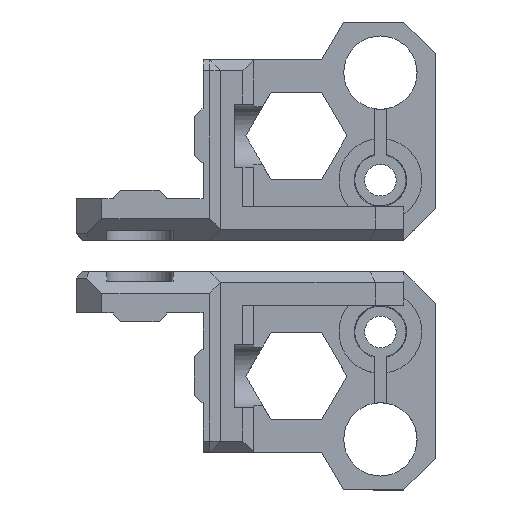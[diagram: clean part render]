
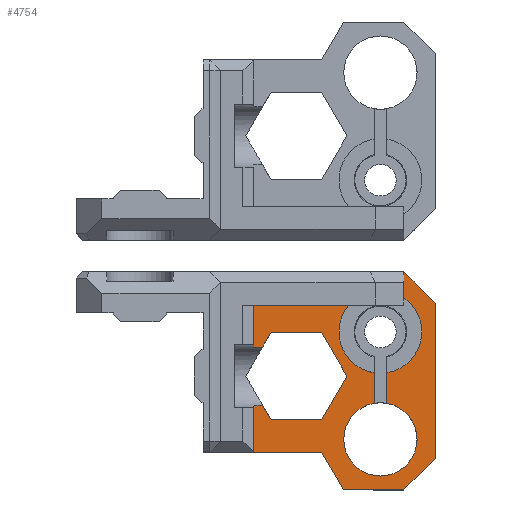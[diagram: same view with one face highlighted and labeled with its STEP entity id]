
A CAD part, top view. The second image highlights one B-rep face of the part: STEP entity #4754.
In plain terms, the highlighted face is planar.
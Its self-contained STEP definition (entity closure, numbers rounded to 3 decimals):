
#120=CIRCLE('',#5104,6.55);
#121=CIRCLE('',#5105,5.8);
#122=CIRCLE('',#5106,5.8);
#123=CIRCLE('',#5107,6.55);
#306=FACE_OUTER_BOUND('',#584,.T.);
#584=EDGE_LOOP('',(#3904,#3905,#3906,#3907,#3908,#3909,#3910,#3911,#3912,
#3913,#3914,#3915,#3916,#3917,#3918,#3919,#3920,#3921,#3922,#3923,#3924,
#3925,#3926,#3927));
#1049=LINE('',#7294,#1661);
#1122=LINE('',#7461,#1734);
#1127=LINE('',#7471,#1739);
#1130=LINE('',#7476,#1742);
#1131=LINE('',#7478,#1743);
#1132=LINE('',#7480,#1744);
#1133=LINE('',#7484,#1745);
#1134=LINE('',#7490,#1746);
#1135=LINE('',#7492,#1747);
#1136=LINE('',#7494,#1748);
#1137=LINE('',#7496,#1749);
#1138=LINE('',#7498,#1750);
#1139=LINE('',#7500,#1751);
#1140=LINE('',#7502,#1752);
#1141=LINE('',#7504,#1753);
#1142=LINE('',#7506,#1754);
#1143=LINE('',#7508,#1755);
#1144=LINE('',#7510,#1756);
#1145=LINE('',#7512,#1757);
#1146=LINE('',#7513,#1758);
#1661=VECTOR('',#5945,10.);
#1734=VECTOR('',#6078,10.);
#1739=VECTOR('',#6085,10.);
#1742=VECTOR('',#6090,10.);
#1743=VECTOR('',#6093,10.);
#1744=VECTOR('',#6094,10.);
#1745=VECTOR('',#6097,10.);
#1746=VECTOR('',#6104,10.);
#1747=VECTOR('',#6105,10.);
#1748=VECTOR('',#6106,10.);
#1749=VECTOR('',#6107,10.);
#1750=VECTOR('',#6108,10.);
#1751=VECTOR('',#6109,10.);
#1752=VECTOR('',#6110,10.);
#1753=VECTOR('',#6111,10.);
#1754=VECTOR('',#6112,10.);
#1755=VECTOR('',#6113,10.);
#1756=VECTOR('',#6114,10.);
#1757=VECTOR('',#6115,10.);
#1758=VECTOR('',#6116,10.);
#2134=VERTEX_POINT('',#7187);
#2173=VERTEX_POINT('',#7291);
#2174=VERTEX_POINT('',#7293);
#2231=VERTEX_POINT('',#7458);
#2232=VERTEX_POINT('',#7460);
#2235=VERTEX_POINT('',#7468);
#2236=VERTEX_POINT('',#7470);
#2237=VERTEX_POINT('',#7474);
#2238=VERTEX_POINT('',#7479);
#2239=VERTEX_POINT('',#7481);
#2240=VERTEX_POINT('',#7483);
#2241=VERTEX_POINT('',#7485);
#2242=VERTEX_POINT('',#7488);
#2243=VERTEX_POINT('',#7491);
#2244=VERTEX_POINT('',#7493);
#2245=VERTEX_POINT('',#7495);
#2246=VERTEX_POINT('',#7497);
#2247=VERTEX_POINT('',#7499);
#2248=VERTEX_POINT('',#7501);
#2249=VERTEX_POINT('',#7503);
#2250=VERTEX_POINT('',#7505);
#2251=VERTEX_POINT('',#7507);
#2252=VERTEX_POINT('',#7509);
#2253=VERTEX_POINT('',#7511);
#2737=EDGE_CURVE('',#2173,#2174,#1049,.T.);
#2819=EDGE_CURVE('',#2231,#2232,#1122,.T.);
#2824=EDGE_CURVE('',#2236,#2235,#1127,.T.);
#2827=EDGE_CURVE('',#2237,#2235,#1130,.T.);
#2828=EDGE_CURVE('',#2237,#2134,#1131,.T.);
#2829=EDGE_CURVE('',#2238,#2134,#1132,.T.);
#2830=EDGE_CURVE('',#2239,#2238,#120,.T.);
#2831=EDGE_CURVE('',#2240,#2239,#1133,.T.);
#2832=EDGE_CURVE('',#2241,#2240,#121,.T.);
#2833=EDGE_CURVE('',#2232,#2241,#122,.T.);
#2834=EDGE_CURVE('',#2242,#2231,#123,.T.);
#2835=EDGE_CURVE('',#2174,#2242,#1134,.T.);
#2836=EDGE_CURVE('',#2243,#2173,#1135,.T.);
#2837=EDGE_CURVE('',#2244,#2243,#1136,.T.);
#2838=EDGE_CURVE('',#2245,#2244,#1137,.T.);
#2839=EDGE_CURVE('',#2246,#2245,#1138,.T.);
#2840=EDGE_CURVE('',#2247,#2246,#1139,.T.);
#2841=EDGE_CURVE('',#2248,#2247,#1140,.T.);
#2842=EDGE_CURVE('',#2249,#2248,#1141,.T.);
#2843=EDGE_CURVE('',#2250,#2249,#1142,.T.);
#2844=EDGE_CURVE('',#2251,#2250,#1143,.T.);
#2845=EDGE_CURVE('',#2251,#2252,#1144,.T.);
#2846=EDGE_CURVE('',#2252,#2253,#1145,.T.);
#2847=EDGE_CURVE('',#2236,#2253,#1146,.T.);
#3904=ORIENTED_EDGE('',*,*,#2824,.T.);
#3905=ORIENTED_EDGE('',*,*,#2827,.F.);
#3906=ORIENTED_EDGE('',*,*,#2828,.T.);
#3907=ORIENTED_EDGE('',*,*,#2829,.F.);
#3908=ORIENTED_EDGE('',*,*,#2830,.F.);
#3909=ORIENTED_EDGE('',*,*,#2831,.F.);
#3910=ORIENTED_EDGE('',*,*,#2832,.F.);
#3911=ORIENTED_EDGE('',*,*,#2833,.F.);
#3912=ORIENTED_EDGE('',*,*,#2819,.F.);
#3913=ORIENTED_EDGE('',*,*,#2834,.F.);
#3914=ORIENTED_EDGE('',*,*,#2835,.F.);
#3915=ORIENTED_EDGE('',*,*,#2737,.F.);
#3916=ORIENTED_EDGE('',*,*,#2836,.F.);
#3917=ORIENTED_EDGE('',*,*,#2837,.F.);
#3918=ORIENTED_EDGE('',*,*,#2838,.F.);
#3919=ORIENTED_EDGE('',*,*,#2839,.F.);
#3920=ORIENTED_EDGE('',*,*,#2840,.F.);
#3921=ORIENTED_EDGE('',*,*,#2841,.F.);
#3922=ORIENTED_EDGE('',*,*,#2842,.F.);
#3923=ORIENTED_EDGE('',*,*,#2843,.F.);
#3924=ORIENTED_EDGE('',*,*,#2844,.F.);
#3925=ORIENTED_EDGE('',*,*,#2845,.T.);
#3926=ORIENTED_EDGE('',*,*,#2846,.T.);
#3927=ORIENTED_EDGE('',*,*,#2847,.F.);
#4495=PLANE('',#5103);
#4754=ADVANCED_FACE('',(#306),#4495,.F.);
#5103=AXIS2_PLACEMENT_3D('',#7477,#6091,#6092);
#5104=AXIS2_PLACEMENT_3D('',#7482,#6095,#6096);
#5105=AXIS2_PLACEMENT_3D('',#7486,#6098,#6099);
#5106=AXIS2_PLACEMENT_3D('',#7487,#6100,#6101);
#5107=AXIS2_PLACEMENT_3D('',#7489,#6102,#6103);
#5945=DIRECTION('',(0.,-1.,0.));
#6078=DIRECTION('',(0.,1.,0.));
#6085=DIRECTION('',(0.707,-0.707,0.));
#6090=DIRECTION('',(0.,1.,0.));
#6091=DIRECTION('center_axis',(0.,0.,1.));
#6092=DIRECTION('ref_axis',(1.,0.,0.));
#6093=DIRECTION('',(-0.707,-0.707,0.));
#6094=DIRECTION('',(0.,-1.,0.));
#6095=DIRECTION('center_axis',(0.,0.,-1.));
#6096=DIRECTION('ref_axis',(1.,0.,0.));
#6097=DIRECTION('',(0.,-1.,0.));
#6098=DIRECTION('center_axis',(0.,0.,-1.));
#6099=DIRECTION('ref_axis',(1.,0.,0.));
#6100=DIRECTION('center_axis',(0.,0.,-1.));
#6101=DIRECTION('ref_axis',(1.,0.,0.));
#6102=DIRECTION('center_axis',(0.,0.,-1.));
#6103=DIRECTION('ref_axis',(1.,0.,0.));
#6104=DIRECTION('',(1.,0.,0.));
#6105=DIRECTION('',(-1.,0.,0.));
#6106=DIRECTION('',(-0.5,0.866,0.));
#6107=DIRECTION('',(-1.,0.,0.));
#6108=DIRECTION('',(-0.5,-0.866,0.));
#6109=DIRECTION('',(0.5,-0.866,0.));
#6110=DIRECTION('',(1.,0.,0.));
#6111=DIRECTION('',(0.5,0.866,0.));
#6112=DIRECTION('',(1.,0.,0.));
#6113=DIRECTION('',(0.,-1.,0.));
#6114=DIRECTION('',(1.,0.,0.));
#6115=DIRECTION('',(0.5,0.866,0.));
#6116=DIRECTION('',(-1.,0.,0.));
#7187=CARTESIAN_POINT('',(3.7,-9.5,0.));
#7291=CARTESIAN_POINT('',(-20.05,2.417,0.));
#7293=CARTESIAN_POINT('',(-20.05,-4.2,0.));
#7294=CARTESIAN_POINT('',(-20.05,1.775,0.));
#7458=CARTESIAN_POINT('',(-1.,6.473,0.));
#7460=CARTESIAN_POINT('',(-1.,11.287,0.));
#7461=CARTESIAN_POINT('',(-1.,3.925,0.));
#7468=CARTESIAN_POINT('',(8.7,20.,0.));
#7470=CARTESIAN_POINT('',(3.7,25.,0.));
#7471=CARTESIAN_POINT('',(3.419,25.281,0.));
#7474=CARTESIAN_POINT('',(8.7,-4.5,0.));
#7476=CARTESIAN_POINT('',(8.7,-9.5,0.));
#7477=CARTESIAN_POINT('Origin',(-19.675,7.75,0.));
#7478=CARTESIAN_POINT('',(3.419,-9.781,0.));
#7479=CARTESIAN_POINT('',(3.7,-5.405,0.));
#7480=CARTESIAN_POINT('',(3.7,-0.875,0.));
#7481=CARTESIAN_POINT('',(1.,6.473,0.));
#7482=CARTESIAN_POINT('Origin',(0.,0.,0.));
#7483=CARTESIAN_POINT('',(1.,11.287,0.));
#7484=CARTESIAN_POINT('',(1.,11.287,0.));
#7485=CARTESIAN_POINT('',(-5.8,17.,0.));
#7486=CARTESIAN_POINT('Origin',(0.,17.,0.));
#7487=CARTESIAN_POINT('Origin',(0.,17.,0.));
#7488=CARTESIAN_POINT('',(-5.026,-4.2,0.));
#7489=CARTESIAN_POINT('Origin',(0.,0.,0.));
#7490=CARTESIAN_POINT('',(-7.988,-4.2,0.));
#7491=CARTESIAN_POINT('',(-18.654,2.417,0.));
#7492=CARTESIAN_POINT('',(-20.05,2.417,0.));
#7493=CARTESIAN_POINT('',(-17.3,0.072,0.));
#7494=CARTESIAN_POINT('',(-21.3,7.,0.));
#7495=CARTESIAN_POINT('',(-9.3,0.072,0.));
#7496=CARTESIAN_POINT('',(-17.3,0.072,0.));
#7497=CARTESIAN_POINT('',(-5.3,7.,0.));
#7498=CARTESIAN_POINT('',(-9.3,0.072,0.));
#7499=CARTESIAN_POINT('',(-9.3,13.928,0.));
#7500=CARTESIAN_POINT('',(-5.3,7.,0.));
#7501=CARTESIAN_POINT('',(-17.3,13.928,0.));
#7502=CARTESIAN_POINT('',(-9.3,13.928,0.));
#7503=CARTESIAN_POINT('',(-18.654,11.583,0.));
#7504=CARTESIAN_POINT('',(-17.3,13.928,0.));
#7505=CARTESIAN_POINT('',(-20.05,11.583,0.));
#7506=CARTESIAN_POINT('',(-20.05,11.583,0.));
#7507=CARTESIAN_POINT('',(-20.05,19.,0.));
#7508=CARTESIAN_POINT('',(-20.05,1.775,0.));
#7509=CARTESIAN_POINT('',(-9.3,19.,0.));
#7510=CARTESIAN_POINT('',(-28.05,19.,0.));
#7511=CARTESIAN_POINT('',(-5.836,25.,0.));
#7512=CARTESIAN_POINT('',(-9.3,19.,0.));
#7513=CARTESIAN_POINT('',(8.7,25.,0.));
